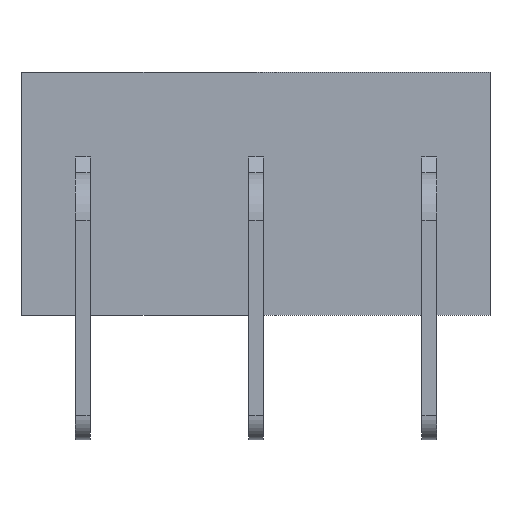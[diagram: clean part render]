
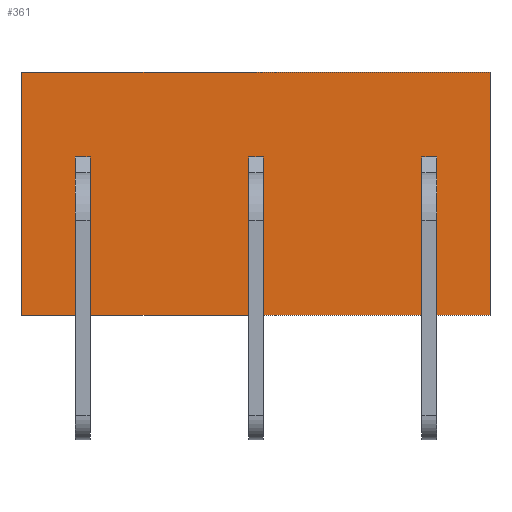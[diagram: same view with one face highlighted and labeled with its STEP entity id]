
A CAD part, front view. The second image highlights one B-rep face of the part: STEP entity #361.
In plain terms, the highlighted planar face has unit normal (0, -1, 0).
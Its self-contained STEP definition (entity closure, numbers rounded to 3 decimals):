
#270 = VERTEX_POINT('',#271);
#271 = CARTESIAN_POINT('',(6.35,4.15,0.));
#277 = EDGE_CURVE('',#270,#278,#280,.T.);
#278 = VERTEX_POINT('',#279);
#279 = CARTESIAN_POINT('',(6.35,4.15,6.6));
#280 = LINE('',#281,#282);
#281 = CARTESIAN_POINT('',(6.35,4.15,0.));
#282 = VECTOR('',#283,1.);
#283 = DIRECTION('',(0.,0.,1.));
#300 = EDGE_CURVE('',#270,#301,#303,.T.);
#301 = VERTEX_POINT('',#302);
#302 = CARTESIAN_POINT('',(-6.35,4.15,0.));
#303 = LINE('',#304,#305);
#304 = CARTESIAN_POINT('',(6.35,4.15,0.));
#305 = VECTOR('',#306,1.);
#306 = DIRECTION('',(-1.,0.,0.));
#324 = EDGE_CURVE('',#278,#325,#327,.T.);
#325 = VERTEX_POINT('',#326);
#326 = CARTESIAN_POINT('',(-6.35,4.15,6.6));
#327 = LINE('',#328,#329);
#328 = CARTESIAN_POINT('',(6.35,4.15,6.6));
#329 = VECTOR('',#330,1.);
#330 = DIRECTION('',(-1.,0.,0.));
#349 = EDGE_CURVE('',#301,#325,#350,.T.);
#350 = LINE('',#351,#352);
#351 = CARTESIAN_POINT('',(-6.35,4.15,0.));
#352 = VECTOR('',#353,1.);
#353 = DIRECTION('',(0.,0.,1.));
#361 = ADVANCED_FACE('',(#362,#368,#402,#436),#470,.F.);
#362 = FACE_BOUND('',#363,.F.);
#363 = EDGE_LOOP('',(#364,#365,#366,#367));
#364 = ORIENTED_EDGE('',*,*,#277,.F.);
#365 = ORIENTED_EDGE('',*,*,#300,.T.);
#366 = ORIENTED_EDGE('',*,*,#349,.T.);
#367 = ORIENTED_EDGE('',*,*,#324,.F.);
#368 = FACE_BOUND('',#369,.F.);
#369 = EDGE_LOOP('',(#370,#380,#388,#396));
#370 = ORIENTED_EDGE('',*,*,#371,.T.);
#371 = EDGE_CURVE('',#372,#374,#376,.T.);
#372 = VERTEX_POINT('',#373);
#373 = CARTESIAN_POINT('',(-0.2,4.15,4.3));
#374 = VERTEX_POINT('',#375);
#375 = CARTESIAN_POINT('',(-0.2,4.15,2.3));
#376 = LINE('',#377,#378);
#377 = CARTESIAN_POINT('',(-0.2,4.15,4.3));
#378 = VECTOR('',#379,1.);
#379 = DIRECTION('',(0.,0.,-1.));
#380 = ORIENTED_EDGE('',*,*,#381,.T.);
#381 = EDGE_CURVE('',#374,#382,#384,.T.);
#382 = VERTEX_POINT('',#383);
#383 = CARTESIAN_POINT('',(0.2,4.15,2.3));
#384 = LINE('',#385,#386);
#385 = CARTESIAN_POINT('',(-0.2,4.15,2.3));
#386 = VECTOR('',#387,1.);
#387 = DIRECTION('',(1.,0.,0.));
#388 = ORIENTED_EDGE('',*,*,#389,.F.);
#389 = EDGE_CURVE('',#390,#382,#392,.T.);
#390 = VERTEX_POINT('',#391);
#391 = CARTESIAN_POINT('',(0.2,4.15,4.3));
#392 = LINE('',#393,#394);
#393 = CARTESIAN_POINT('',(0.2,4.15,4.3));
#394 = VECTOR('',#395,1.);
#395 = DIRECTION('',(0.,0.,-1.));
#396 = ORIENTED_EDGE('',*,*,#397,.F.);
#397 = EDGE_CURVE('',#372,#390,#398,.T.);
#398 = LINE('',#399,#400);
#399 = CARTESIAN_POINT('',(-0.2,4.15,4.3));
#400 = VECTOR('',#401,1.);
#401 = DIRECTION('',(1.,0.,0.));
#402 = FACE_BOUND('',#403,.F.);
#403 = EDGE_LOOP('',(#404,#414,#422,#430));
#404 = ORIENTED_EDGE('',*,*,#405,.F.);
#405 = EDGE_CURVE('',#406,#408,#410,.T.);
#406 = VERTEX_POINT('',#407);
#407 = CARTESIAN_POINT('',(4.5,4.15,4.3));
#408 = VERTEX_POINT('',#409);
#409 = CARTESIAN_POINT('',(4.9,4.15,4.3));
#410 = LINE('',#411,#412);
#411 = CARTESIAN_POINT('',(4.5,4.15,4.3));
#412 = VECTOR('',#413,1.);
#413 = DIRECTION('',(1.,0.,0.));
#414 = ORIENTED_EDGE('',*,*,#415,.T.);
#415 = EDGE_CURVE('',#406,#416,#418,.T.);
#416 = VERTEX_POINT('',#417);
#417 = CARTESIAN_POINT('',(4.5,4.15,2.3));
#418 = LINE('',#419,#420);
#419 = CARTESIAN_POINT('',(4.5,4.15,4.3));
#420 = VECTOR('',#421,1.);
#421 = DIRECTION('',(0.,0.,-1.));
#422 = ORIENTED_EDGE('',*,*,#423,.T.);
#423 = EDGE_CURVE('',#416,#424,#426,.T.);
#424 = VERTEX_POINT('',#425);
#425 = CARTESIAN_POINT('',(4.9,4.15,2.3));
#426 = LINE('',#427,#428);
#427 = CARTESIAN_POINT('',(4.5,4.15,2.3));
#428 = VECTOR('',#429,1.);
#429 = DIRECTION('',(1.,0.,0.));
#430 = ORIENTED_EDGE('',*,*,#431,.F.);
#431 = EDGE_CURVE('',#408,#424,#432,.T.);
#432 = LINE('',#433,#434);
#433 = CARTESIAN_POINT('',(4.9,4.15,4.3));
#434 = VECTOR('',#435,1.);
#435 = DIRECTION('',(0.,0.,-1.));
#436 = FACE_BOUND('',#437,.F.);
#437 = EDGE_LOOP('',(#438,#448,#456,#464));
#438 = ORIENTED_EDGE('',*,*,#439,.T.);
#439 = EDGE_CURVE('',#440,#442,#444,.T.);
#440 = VERTEX_POINT('',#441);
#441 = CARTESIAN_POINT('',(-4.9,4.15,4.3));
#442 = VERTEX_POINT('',#443);
#443 = CARTESIAN_POINT('',(-4.9,4.15,2.3));
#444 = LINE('',#445,#446);
#445 = CARTESIAN_POINT('',(-4.9,4.15,4.3));
#446 = VECTOR('',#447,1.);
#447 = DIRECTION('',(0.,0.,-1.));
#448 = ORIENTED_EDGE('',*,*,#449,.T.);
#449 = EDGE_CURVE('',#442,#450,#452,.T.);
#450 = VERTEX_POINT('',#451);
#451 = CARTESIAN_POINT('',(-4.5,4.15,2.3));
#452 = LINE('',#453,#454);
#453 = CARTESIAN_POINT('',(-4.9,4.15,2.3));
#454 = VECTOR('',#455,1.);
#455 = DIRECTION('',(1.,0.,0.));
#456 = ORIENTED_EDGE('',*,*,#457,.F.);
#457 = EDGE_CURVE('',#458,#450,#460,.T.);
#458 = VERTEX_POINT('',#459);
#459 = CARTESIAN_POINT('',(-4.5,4.15,4.3));
#460 = LINE('',#461,#462);
#461 = CARTESIAN_POINT('',(-4.5,4.15,4.3));
#462 = VECTOR('',#463,1.);
#463 = DIRECTION('',(0.,0.,-1.));
#464 = ORIENTED_EDGE('',*,*,#465,.F.);
#465 = EDGE_CURVE('',#440,#458,#466,.T.);
#466 = LINE('',#467,#468);
#467 = CARTESIAN_POINT('',(-4.9,4.15,4.3));
#468 = VECTOR('',#469,1.);
#469 = DIRECTION('',(1.,0.,0.));
#470 = PLANE('',#471);
#471 = AXIS2_PLACEMENT_3D('',#472,#473,#474);
#472 = CARTESIAN_POINT('',(6.35,4.15,0.));
#473 = DIRECTION('',(0.,1.,0.));
#474 = DIRECTION('',(0.,0.,1.));
